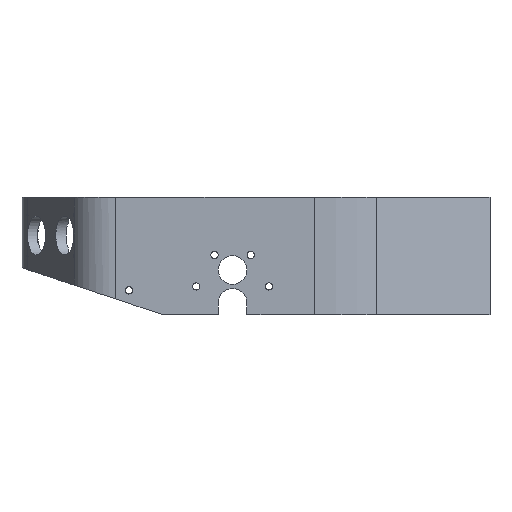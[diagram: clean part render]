
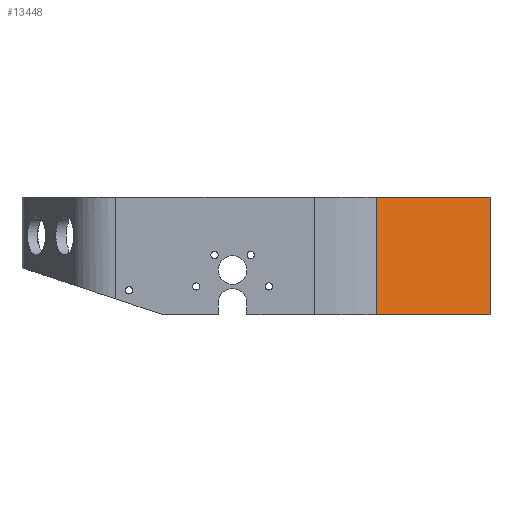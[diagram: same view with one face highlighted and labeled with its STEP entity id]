
A CAD part, left-side view. The second image highlights one B-rep face of the part: STEP entity #13448.
In plain terms, the highlighted planar face has unit normal (-0.897, -0.441, 0).
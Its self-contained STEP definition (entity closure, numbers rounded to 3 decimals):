
#1707 = PLANE('',#1708);
#1708 = AXIS2_PLACEMENT_3D('',#1709,#1710,#1711);
#1709 = CARTESIAN_POINT('',(-50.441,5.858,5.));
#1710 = DIRECTION('',(0.,0.,1.));
#1711 = DIRECTION('',(1.,0.,0.));
#3456 = PLANE('',#3457);
#3457 = AXIS2_PLACEMENT_3D('',#3458,#3459,#3460);
#3458 = CARTESIAN_POINT('',(-50.441,5.858,55.));
#3459 = DIRECTION('',(0.,0.,1.));
#3460 = DIRECTION('',(1.,0.,0.));
#5212 = VERTEX_POINT('',#5213);
#5213 = CARTESIAN_POINT('',(-93.851,-51.46,5.));
#5228 = CYLINDRICAL_SURFACE('',#5229,60.);
#5229 = AXIS2_PLACEMENT_3D('',#5230,#5231,#5232);
#5230 = CARTESIAN_POINT('',(-40.,-25.,5.));
#5231 = DIRECTION('',(-0.,-0.,-1.));
#5232 = DIRECTION('',(1.,0.,0.));
#5240 = EDGE_CURVE('',#5212,#5241,#5243,.T.);
#5241 = VERTEX_POINT('',#5242);
#5242 = CARTESIAN_POINT('',(-70.,-100.,5.));
#5243 = SURFACE_CURVE('',#5244,(#5248,#5255),.PCURVE_S1.);
#5244 = LINE('',#5245,#5246);
#5245 = CARTESIAN_POINT('',(-93.851,-51.46,5.));
#5246 = VECTOR('',#5247,1.);
#5247 = DIRECTION('',(0.441,-0.898,0.));
#5248 = PCURVE('',#1707,#5249);
#5249 = DEFINITIONAL_REPRESENTATION('',(#5250),#5254);
#5250 = LINE('',#5251,#5252);
#5251 = CARTESIAN_POINT('',(-43.409,-57.318));
#5252 = VECTOR('',#5253,1.);
#5253 = DIRECTION('',(0.441,-0.898));
#5254 = ( GEOMETRIC_REPRESENTATION_CONTEXT(2) 
PARAMETRIC_REPRESENTATION_CONTEXT() REPRESENTATION_CONTEXT('2D SPACE',''
  ) );
#5255 = PCURVE('',#5256,#5261);
#5256 = PLANE('',#5257);
#5257 = AXIS2_PLACEMENT_3D('',#5258,#5259,#5260);
#5258 = CARTESIAN_POINT('',(-93.851,-51.46,5.));
#5259 = DIRECTION('',(0.898,0.441,0.));
#5260 = DIRECTION('',(0.441,-0.898,0.));
#5261 = DEFINITIONAL_REPRESENTATION('',(#5262),#5266);
#5262 = LINE('',#5263,#5264);
#5263 = CARTESIAN_POINT('',(0.,0.));
#5264 = VECTOR('',#5265,1.);
#5265 = DIRECTION('',(1.,0.));
#5266 = ( GEOMETRIC_REPRESENTATION_CONTEXT(2) 
PARAMETRIC_REPRESENTATION_CONTEXT() REPRESENTATION_CONTEXT('2D SPACE',''
  ) );
#5284 = PLANE('',#5285);
#5285 = AXIS2_PLACEMENT_3D('',#5286,#5287,#5288);
#5286 = CARTESIAN_POINT('',(-70.,-100.,5.));
#5287 = DIRECTION('',(0.,1.,0.));
#5288 = DIRECTION('',(1.,0.,0.));
#10156 = VERTEX_POINT('',#10157);
#10157 = CARTESIAN_POINT('',(-93.851,-51.46,55.));
#10179 = EDGE_CURVE('',#10156,#10180,#10182,.T.);
#10180 = VERTEX_POINT('',#10181);
#10181 = CARTESIAN_POINT('',(-70.,-100.,55.));
#10182 = SURFACE_CURVE('',#10183,(#10187,#10194),.PCURVE_S1.);
#10183 = LINE('',#10184,#10185);
#10184 = CARTESIAN_POINT('',(-93.851,-51.46,55.));
#10185 = VECTOR('',#10186,1.);
#10186 = DIRECTION('',(0.441,-0.898,0.));
#10187 = PCURVE('',#3456,#10188);
#10188 = DEFINITIONAL_REPRESENTATION('',(#10189),#10193);
#10189 = LINE('',#10190,#10191);
#10190 = CARTESIAN_POINT('',(-43.409,-57.318));
#10191 = VECTOR('',#10192,1.);
#10192 = DIRECTION('',(0.441,-0.898));
#10193 = ( GEOMETRIC_REPRESENTATION_CONTEXT(2) 
PARAMETRIC_REPRESENTATION_CONTEXT() REPRESENTATION_CONTEXT('2D SPACE',''
  ) );
#10194 = PCURVE('',#5256,#10195);
#10195 = DEFINITIONAL_REPRESENTATION('',(#10196),#10200);
#10196 = LINE('',#10197,#10198);
#10197 = CARTESIAN_POINT('',(0.,-50.));
#10198 = VECTOR('',#10199,1.);
#10199 = DIRECTION('',(1.,0.));
#10200 = ( GEOMETRIC_REPRESENTATION_CONTEXT(2) 
PARAMETRIC_REPRESENTATION_CONTEXT() REPRESENTATION_CONTEXT('2D SPACE',''
  ) );
#13320 = EDGE_CURVE('',#5241,#10180,#13321,.T.);
#13321 = SURFACE_CURVE('',#13322,(#13326,#13333),.PCURVE_S1.);
#13322 = LINE('',#13323,#13324);
#13323 = CARTESIAN_POINT('',(-70.,-100.,5.));
#13324 = VECTOR('',#13325,1.);
#13325 = DIRECTION('',(0.,0.,1.));
#13326 = PCURVE('',#5284,#13327);
#13327 = DEFINITIONAL_REPRESENTATION('',(#13328),#13332);
#13328 = LINE('',#13329,#13330);
#13329 = CARTESIAN_POINT('',(0.,0.));
#13330 = VECTOR('',#13331,1.);
#13331 = DIRECTION('',(0.,-1.));
#13332 = ( GEOMETRIC_REPRESENTATION_CONTEXT(2) 
PARAMETRIC_REPRESENTATION_CONTEXT() REPRESENTATION_CONTEXT('2D SPACE',''
  ) );
#13333 = PCURVE('',#5256,#13334);
#13334 = DEFINITIONAL_REPRESENTATION('',(#13335),#13339);
#13335 = LINE('',#13336,#13337);
#13336 = CARTESIAN_POINT('',(54.083,0.));
#13337 = VECTOR('',#13338,1.);
#13338 = DIRECTION('',(0.,-1.));
#13339 = ( GEOMETRIC_REPRESENTATION_CONTEXT(2) 
PARAMETRIC_REPRESENTATION_CONTEXT() REPRESENTATION_CONTEXT('2D SPACE',''
  ) );
#13448 = ADVANCED_FACE('',(#13449),#5256,.F.);
#13449 = FACE_BOUND('',#13450,.F.);
#13450 = EDGE_LOOP('',(#13451,#13472,#13473,#13474));
#13451 = ORIENTED_EDGE('',*,*,#13452,.T.);
#13452 = EDGE_CURVE('',#5212,#10156,#13453,.T.);
#13453 = SURFACE_CURVE('',#13454,(#13458,#13465),.PCURVE_S1.);
#13454 = LINE('',#13455,#13456);
#13455 = CARTESIAN_POINT('',(-93.851,-51.46,5.));
#13456 = VECTOR('',#13457,1.);
#13457 = DIRECTION('',(0.,0.,1.));
#13458 = PCURVE('',#5256,#13459);
#13459 = DEFINITIONAL_REPRESENTATION('',(#13460),#13464);
#13460 = LINE('',#13461,#13462);
#13461 = CARTESIAN_POINT('',(0.,0.));
#13462 = VECTOR('',#13463,1.);
#13463 = DIRECTION('',(0.,-1.));
#13464 = ( GEOMETRIC_REPRESENTATION_CONTEXT(2) 
PARAMETRIC_REPRESENTATION_CONTEXT() REPRESENTATION_CONTEXT('2D SPACE',''
  ) );
#13465 = PCURVE('',#5228,#13466);
#13466 = DEFINITIONAL_REPRESENTATION('',(#13467),#13471);
#13467 = LINE('',#13468,#13469);
#13468 = CARTESIAN_POINT('',(-3.598,0.));
#13469 = VECTOR('',#13470,1.);
#13470 = DIRECTION('',(-0.,-1.));
#13471 = ( GEOMETRIC_REPRESENTATION_CONTEXT(2) 
PARAMETRIC_REPRESENTATION_CONTEXT() REPRESENTATION_CONTEXT('2D SPACE',''
  ) );
#13472 = ORIENTED_EDGE('',*,*,#10179,.T.);
#13473 = ORIENTED_EDGE('',*,*,#13320,.F.);
#13474 = ORIENTED_EDGE('',*,*,#5240,.F.);
